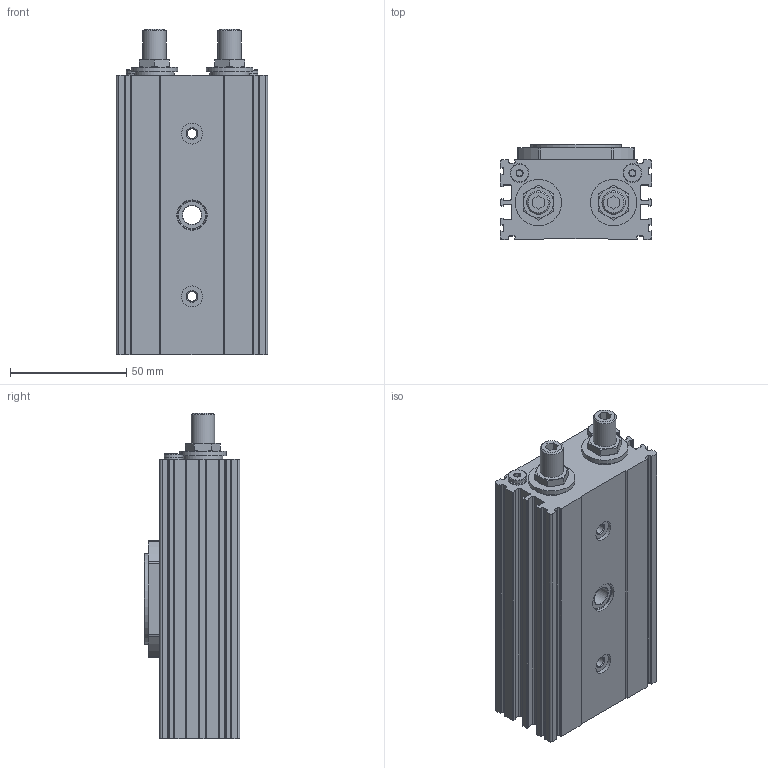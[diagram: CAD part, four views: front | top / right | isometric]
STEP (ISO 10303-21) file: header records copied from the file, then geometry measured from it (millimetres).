
FILE_DESCRIPTION(/* description */ ('STEP AP214'),/* implementation_level */ '2;1');
FILE_NAME(/* name */ '8163611_DRRS-20-180-FH-PA',/* time_stamp */ '2024-08-21T02:46:47+02:00',/* author */ ('License CC BY-ND 4.0'),/* organization */ ('CADENAS'),/* preprocessor_version */ 'ST-DEVELOPER v19.3',/* originating_system */ 'PARTsolutions',/* authorisation */ ' ');
FILE_SCHEMA (('AUTOMOTIVE_DESIGN {1 0 10303 214 3 1 1}'));
Length unit declared in the file: millimetre
Products named in the file (6): 8163611_DRRS-20-180-FH-PA_0400; 8163611 DRRS-20-180-FH-PA---(400h); DIN472-1 21x1; 8163611 DRRS-20-180-FH-PA---(400s); 174308 B-M5-B; 8025711 VFFG-T-M5-7---(p)
Assembly tree (10 placements, depth 2):
  8163611_DRRS-20-180-FH-PA_0400
    8163611 DRRS-20-180-FH-PA---(400h)
    DIN472-1 21x1  x2
    8163611 DRRS-20-180-FH-PA---(400s)
    174308 B-M5-B  x2
    8025711 VFFG-T-M5-7---(p)  x4
Bounding box: 65 x 41 x 139.8 mm (x, y, z)
Volume: 259152.3 mm3; surface area: 54469.4 mm2
Topology: 10 solids, 10 shells, 579 faces, 1399 edges, 910 vertices
Faces by surface type: cylinder 263, plane 233, cone 68, torus 15
Full cylindrical faces by diameter (mm): 0.7 x4, 2 x4, 3.242 x4, 4 x4, 4.134 x6, 5 x6, 5.5 x4, 6 x4, 7 x2, 7.2 x2, 7.5 x4, 8 x7, 9 x4, 10 x2, 12 x3, 13 x1, 16.9 x2, 20 x2, 21 x2, 22 x2, 30 x2, 39 x1, 40 x1
Entity records: 14772 total; most frequent: DIRECTION 2674, CARTESIAN_POINT 2622, ORIENTED_EDGE 2256, EDGE_CURVE 1128, AXIS2_PLACEMENT_3D 1084, VERTEX_POINT 798, EDGE_LOOP 692, FACE_BOUND 692
